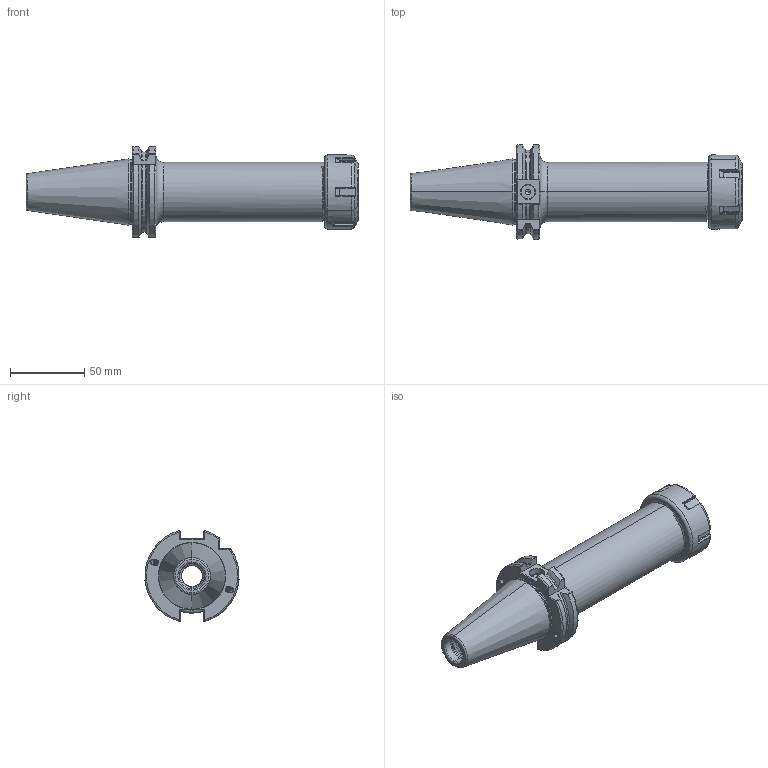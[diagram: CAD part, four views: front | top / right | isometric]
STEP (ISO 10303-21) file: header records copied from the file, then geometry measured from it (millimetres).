
FILE_DESCRIPTION (( 'STEP AP203' ), '1' );
FILE_NAME ('403.02.20.2.STEP', '2016-07-16T05:19:48', ( '' ), ( '' ), 'SwSTEP 2.0', 'SolidWorks 2012', '' );
FILE_SCHEMA (( 'CONFIG_CONTROL_DESIGN' ));
Length unit declared in the file: millimetre
Products named in the file (3): 2-01.100.0320230C7_ER32螺帽(六溝); 403.02.20.2
Assembly tree (2 placements, depth 2):
  403.02.20.2
    403.02.20.2
    2-01.100.0320230C7_ER32螺帽(六溝)
Bounding box: 223.68 x 63.33 x 61.24 mm (x, y, z)
Volume: 239225.9 mm3; surface area: 57439.1 mm2
Topology: 2 solids, 2 shells, 465 faces, 1199 edges, 734 vertices
Faces by surface type: cylinder 185, plane 92, bspline 91, torus 59, cone 38
Entity records: 30333 total; most frequent: CARTESIAN_POINT 20475, ORIENTED_EDGE 2378, DIRECTION 1516, EDGE_CURVE 1189, VERTEX_POINT 734, AXIS2_PLACEMENT_3D 586, EDGE_LOOP 479, FACE_OUTER_BOUND 465
